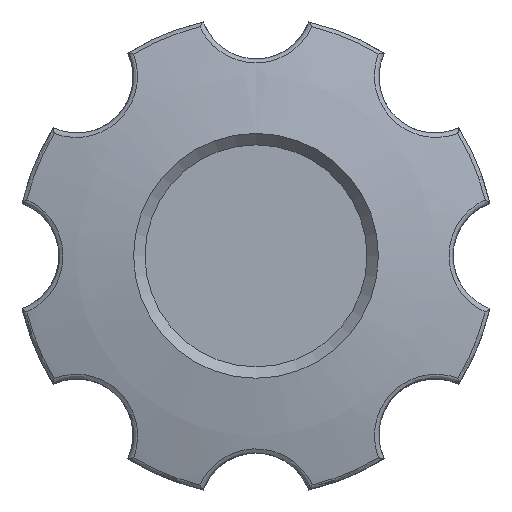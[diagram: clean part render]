
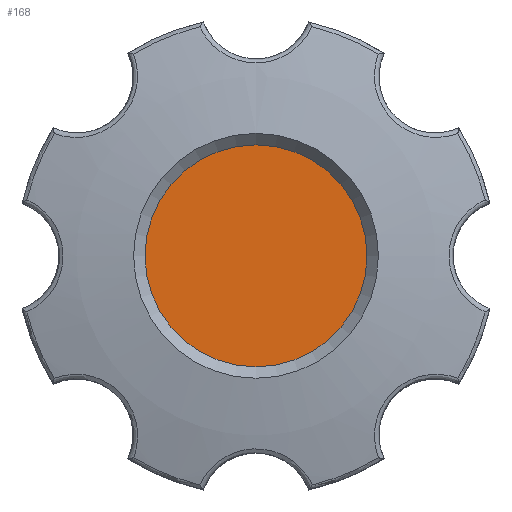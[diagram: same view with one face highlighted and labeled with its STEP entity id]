
A CAD part, top view. The second image highlights one B-rep face of the part: STEP entity #168.
In plain terms, the highlighted planar face has unit normal (0, 0, 1).
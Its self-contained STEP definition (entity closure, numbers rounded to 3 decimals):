
#168 = ADVANCED_FACE( '', ( #390 ), #391, .F. );
#390 = FACE_OUTER_BOUND( '', #964, .T. );
#391 = PLANE( '', #965 );
#964 = EDGE_LOOP( '', ( #3578 ) );
#965 = AXIS2_PLACEMENT_3D( '', #3579, #3580, #3581 );
#3578 = ORIENTED_EDGE( '', *, *, #4127, .T. );
#3579 = CARTESIAN_POINT( '', ( 0., 10.416, 25.107 ) );
#3580 = DIRECTION( '', ( 0., 0., -1. ) );
#3581 = DIRECTION( '', ( 0., 1., 0. ) );
#4127 = EDGE_CURVE( '', #4473, #4473, #4474, .T. );
#4473 = VERTEX_POINT( '', #5457 );
#4474 = CIRCLE( '', #5458, 10.416 );
#5457 = CARTESIAN_POINT( '', ( 0., -10.416, 25.107 ) );
#5458 = AXIS2_PLACEMENT_3D( '', #7512, #7513, #7514 );
#7512 = CARTESIAN_POINT( '', ( 0., 0., 25.107 ) );
#7513 = DIRECTION( '', ( 0., 0., 1. ) );
#7514 = DIRECTION( '', ( 0., -1., 0. ) );
